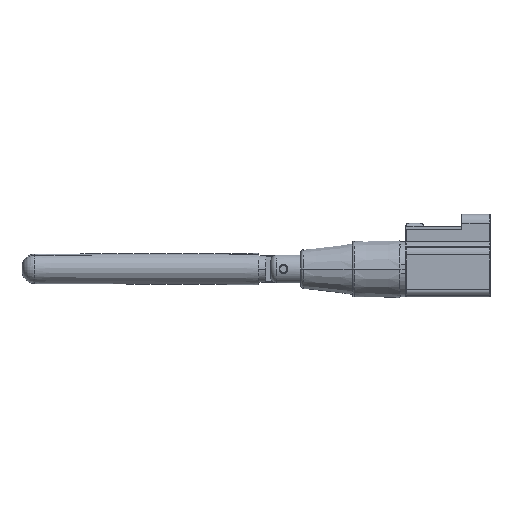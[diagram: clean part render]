
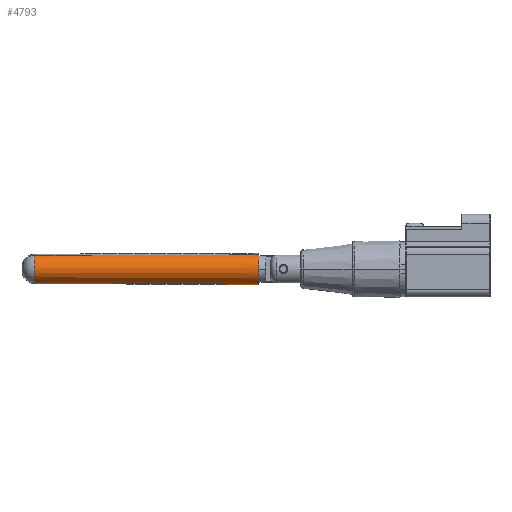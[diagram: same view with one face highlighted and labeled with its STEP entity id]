
A CAD part, left-side view. The second image highlights one B-rep face of the part: STEP entity #4793.
In plain terms, the highlighted conical face has half-angle 0.23 degrees and reference radius 2.496 mm.
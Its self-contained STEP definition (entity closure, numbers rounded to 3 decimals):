
#837 = CARTESIAN_POINT ( 'NONE',  ( 1.825, 15.291, 14.403 ) ) ;
#1322 = CARTESIAN_POINT ( 'NONE',  ( 1.76, 53.25, 14.584 ) ) ;
#3198 = AXIS2_PLACEMENT_3D ( 'NONE', #15787, #20998, #15891 ) ;
#3264 = AXIS2_PLACEMENT_3D ( 'NONE', #10541, #5654, #9190 ) ;
#3796 = ORIENTED_EDGE ( 'NONE', *, *, #4778, .T. ) ;
#3827 = EDGE_CURVE ( 'NONE', #15169, #19620, #12391, .T. ) ;
#4281 = EDGE_LOOP ( 'NONE', ( #3796, #13722, #19662, #5168 ) ) ;
#4778 = EDGE_CURVE ( 'NONE', #12173, #9263, #12325, .T. ) ;
#4793 = ADVANCED_FACE ( 'NONE', ( #19095 ), #12869, .T. ) ;
#5168 = ORIENTED_EDGE ( 'NONE', *, *, #14048, .F. ) ;
#5654 = DIRECTION ( 'NONE',  ( 0., -1., -0.001 ) ) ;
#7003 = DIRECTION ( 'NONE',  ( -0.427, -0.001, 0.904 ) ) ;
#7226 = CARTESIAN_POINT ( 'NONE',  ( -0.376, 55.436, 19.108 ) ) ;
#8030 = VECTOR ( 'NONE', #10300, 1000. ) ;
#8587 = VECTOR ( 'NONE', #20656, 1000. ) ;
#8663 = CARTESIAN_POINT ( 'NONE',  ( 0.69, 55.438, 16.851 ) ) ;
#9190 = DIRECTION ( 'NONE',  ( -0.427, -0.001, 0.904 ) ) ;
#9263 = VERTEX_POINT ( 'NONE', #10446 ) ;
#10300 = DIRECTION ( 'NONE',  ( -0.002, 1., 0.005 ) ) ;
#10446 = CARTESIAN_POINT ( 'NONE',  ( -0.38, 53.244, 19.113 ) ) ;
#10541 = CARTESIAN_POINT ( 'NONE',  ( 0.69, 53.247, 16.849 ) ) ;
#10603 = EDGE_CURVE ( 'NONE', #9263, #19620, #16364, .T. ) ;
#10625 = CARTESIAN_POINT ( 'NONE',  ( 1.757, 55.441, 14.595 ) ) ;
#12173 = VERTEX_POINT ( 'NONE', #12229 ) ;
#12229 = CARTESIAN_POINT ( 'NONE',  ( -0.445, 15.285, 19.207 ) ) ;
#12325 = LINE ( 'NONE', #7226, #8587 ) ;
#12391 = LINE ( 'NONE', #10625, #8030 ) ;
#12768 = CIRCLE ( 'NONE', #3198, 2.657 ) ;
#12869 = CONICAL_SURFACE ( 'NONE', #19586, 2.496, 0.004 ) ;
#13722 = ORIENTED_EDGE ( 'NONE', *, *, #10603, .T. ) ;
#14048 = EDGE_CURVE ( 'NONE', #12173, #15169, #12768, .T. ) ;
#15169 = VERTEX_POINT ( 'NONE', #837 ) ;
#15787 = CARTESIAN_POINT ( 'NONE',  ( 0.69, 15.288, 16.805 ) ) ;
#15891 = DIRECTION ( 'NONE',  ( -0.427, -0.001, 0.904 ) ) ;
#16364 = CIRCLE ( 'NONE', #3264, 2.505 ) ;
#17096 = DIRECTION ( 'NONE',  ( 0., -1., -0.001 ) ) ;
#19095 = FACE_OUTER_BOUND ( 'NONE', #4281, .T. ) ;
#19586 = AXIS2_PLACEMENT_3D ( 'NONE', #8663, #17096, #7003 ) ;
#19620 = VERTEX_POINT ( 'NONE', #1322 ) ;
#19662 = ORIENTED_EDGE ( 'NONE', *, *, #3827, .F. ) ;
#20656 = DIRECTION ( 'NONE',  ( 0.002, 1., -0.002 ) ) ;
#20998 = DIRECTION ( 'NONE',  ( 0., -1., -0.001 ) ) ;
